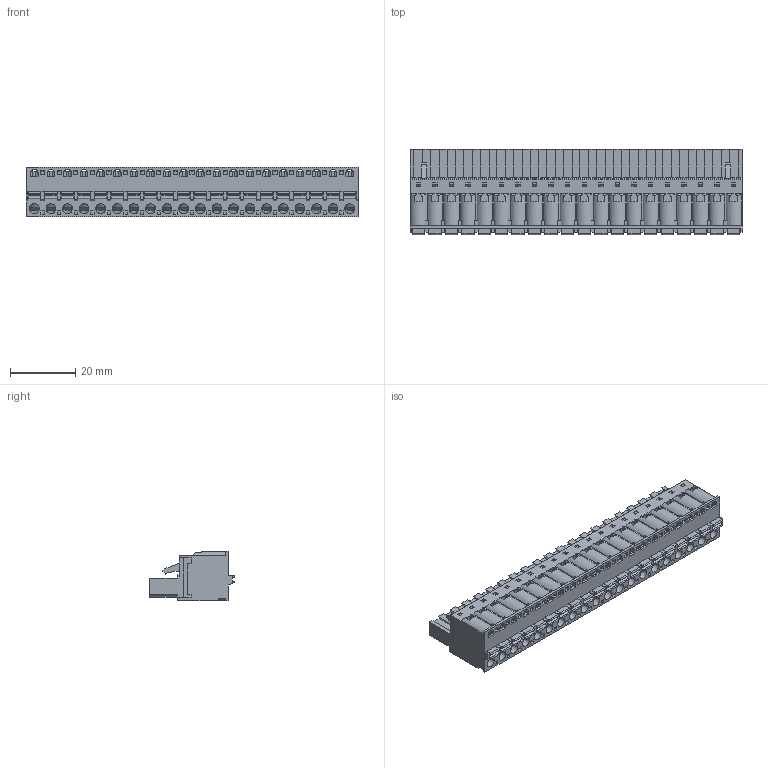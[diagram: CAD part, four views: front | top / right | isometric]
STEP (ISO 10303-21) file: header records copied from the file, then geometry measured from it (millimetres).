
FILE_DESCRIPTION(/* description */ ('Unknown'),/* implementation_level */ '2;1');
FILE_NAME(/* name */ '691353500020',/* time_stamp */ '2022-01-18T15:40:02+01:00',/* author */ ('Unknown'),/* organization */ ('Unknown'),/* preprocessor_version */ 'ST-DEVELOPER v16.7',/* originating_system */ 'Solid Edge',/* authorisation */ 'Unknown');
FILE_SCHEMA (('AP203_CONFIGURATION_CONTROLLED_3D_DESIGN_OF_MECHANICAL_PARTS_AND_ASSEMBLIES_MIM_LF { 1 0 10303 203 3 1 4 }','TECHNICAL_DATA_PACKAGING','AUTOMOTIVE_DESIGN {1 0 10303 214 3 1 1}'));
Products named in the file (6): 6913535000xx; 691353500020; 691353500020_BAS; 6913535000xx_LANGUETTE; 6913535000xx_PIN; 6913535000xx_BOUTON
Assembly tree (62 placements, depth 2):
  6913535000xx
    691353500020
    691353500020_BAS
    6913535000xx_LANGUETTE  x20
    6913535000xx_PIN  x20
    6913535000xx_BOUTON  x20
Bounding box: 101.6 x 26.05 x 15 mm (x, y, z)
Volume: 16016.5 mm3; surface area: 39634.1 mm2
Topology: 62 solids, 62 shells, 5426 faces, 15499 edges, 10100 vertices
Faces by surface type: plane 4198, cylinder 1148, bspline 60, cone 20
Full cylindrical faces by diameter (mm): 1.5 x20, 3 x20
Entity records: 90846 total; most frequent: CARTESIAN_POINT 18468, ORIENTED_EDGE 15558, DIRECTION 14045, EDGE_CURVE 7779, LINE 6811, VECTOR 6811, VERTEX_POINT 5120, AXIS2_PLACEMENT_3D 3617
